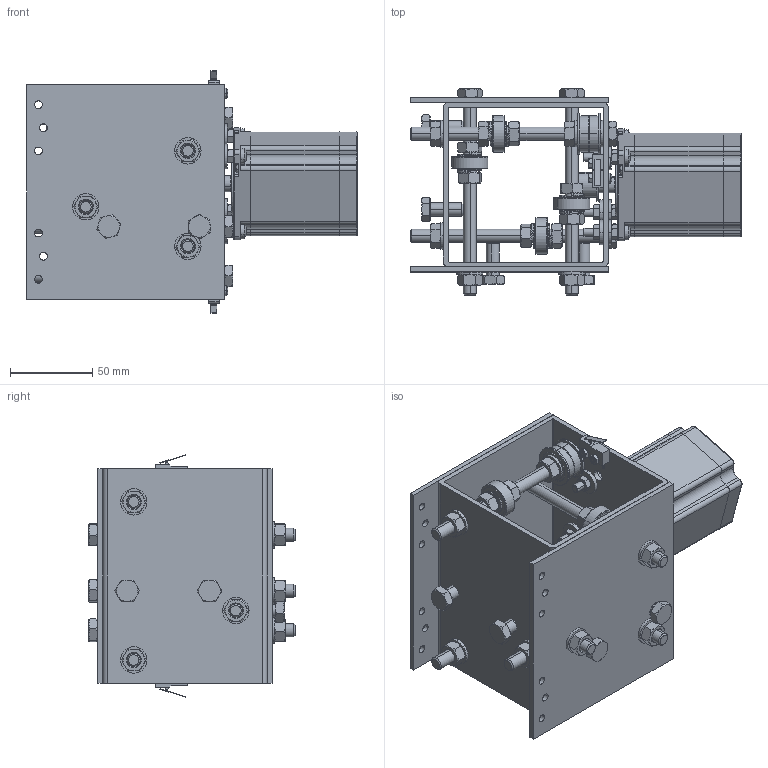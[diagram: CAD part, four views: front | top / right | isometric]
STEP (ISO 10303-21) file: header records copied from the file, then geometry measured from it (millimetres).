
FILE_DESCRIPTION (( 'STEP AP214' ), '1' );
FILE_NAME ('Trolley X.STEP', '2015-10-26T08:24:59', ( '' ), ( '' ), 'SwSTEP 2.0', 'SolidWorks 2015', '' );
FILE_SCHEMA (( 'AUTOMOTIVE_DESIGN' ));
Length unit declared in the file: millimetre
Products named in the file (19): NEMA 23 Stepper motor___ _________; DIN 7349 5.3; DIN 934 M5 8.8; Beam Short X; DIN 933 M8x120 Grade A 8.8; Z mount plate; Trolley X; DIN 933 M8x20 Grade A 8.8; Timing pulley; DIN 7985 M3x12 Grade A2f; Micro switch_D‚faut; DIN 934 M3 8.8; Z mount plate - Bottom; DIN 127 8.5; DIN 125 8.4 Grade A; DIN 7985 M5x25 Grade A2f; Bearing F608Z; DIN 934 M8 8.8; Bearing 608ZZ
Assembly tree (97 placements, depth 2):
  Trolley X
    Beam Short X
    Z mount plate
    Z mount plate - Bottom
    NEMA 23 Stepper motor___ _________
    Timing pulley
    Micro switch_D‚faut  x2
    Bearing 608ZZ  x6
    Bearing F608Z  x4
    DIN 933 M8x120 Grade A 8.8  x6
    DIN 933 M8x20 Grade A 8.8  x4
    DIN 7985 M3x12 Grade A2f  x4
    DIN 934 M8 8.8  x20
    DIN 934 M5 8.8  x8
    DIN 934 M3 8.8  x4
    DIN 125 8.4 Grade A  x10
    DIN 127 8.5  x12
    DIN 7349 5.3  x8
    DIN 7985 M5x25 Grade A2f  x4
Bounding box: 201 x 125.3 x 147.2 mm (x, y, z)
Volume: 549736.7 mm3; surface area: 287745.7 mm2
Topology: 109 solids, 137 shells, 2932 faces, 6672 edges, 4043 vertices
Faces by surface type: plane 992, cone 720, cylinder 687, torus 265, bspline 252, sphere 16
Entity records: 39855 total; most frequent: CARTESIAN_POINT 11971, DIRECTION 5477, ORIENTED_EDGE 5294, EDGE_CURVE 2649, AXIS2_PLACEMENT_3D 2247, VERTEX_POINT 1610, EDGE_LOOP 1283, CIRCLE 1180
